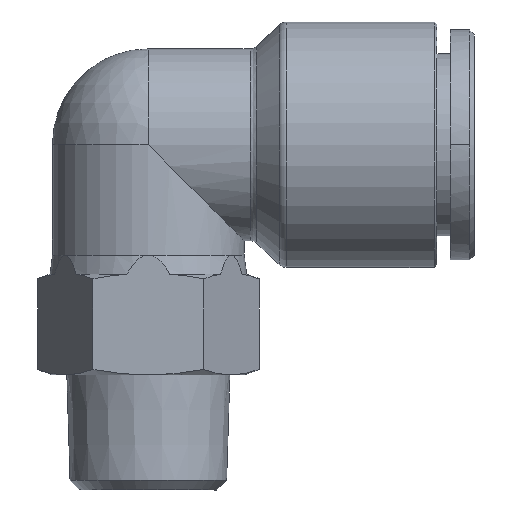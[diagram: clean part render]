
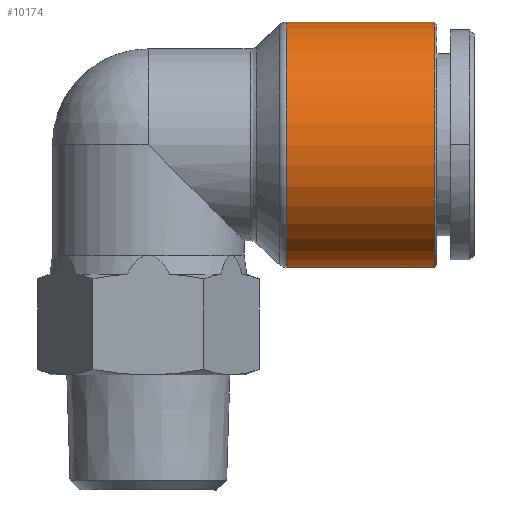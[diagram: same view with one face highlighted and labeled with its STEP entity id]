
A CAD part, front view. The second image highlights one B-rep face of the part: STEP entity #10174.
In plain terms, the highlighted cylindrical face has radius 12.8 mm (diameter 25.6 mm), a partial arc.
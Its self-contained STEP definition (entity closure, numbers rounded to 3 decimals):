
#141=CARTESIAN_POINT('',(-29.3,0.,12.8));
#142=VERTEX_POINT('',#141);
#143=CARTESIAN_POINT('',(-13.894,0.,12.8));
#144=VERTEX_POINT('',#143);
#145=CARTESIAN_POINT('',(-29.3,0.,12.8));
#146=DIRECTION('',(1.0,0.0,0.0));
#147=VECTOR('',#146,15.406);
#148=LINE('',#145,#147);
#149=EDGE_CURVE('',#142,#144,#148,.T.);
#151=CARTESIAN_POINT('',(-29.3,0.,-12.8));
#152=VERTEX_POINT('',#151);
#160=CARTESIAN_POINT('',(-13.894,0.,-12.8));
#161=VERTEX_POINT('',#160);
#162=CARTESIAN_POINT('',(-13.894,0.,-12.8));
#163=DIRECTION('',(-1.0,0.0,0.0));
#164=VECTOR('',#163,15.406);
#165=LINE('',#162,#164);
#166=EDGE_CURVE('',#161,#152,#165,.T.);
#192=CARTESIAN_POINT('',(-13.894,0.,0.));
#193=DIRECTION('',(1.0,0.0,0.0));
#194=DIRECTION('',(0.0,0.0,-1.0));
#195=AXIS2_PLACEMENT_3D('',#192,#193,#194);
#196=CIRCLE('',#195,12.8);
#197=EDGE_CURVE('',#161,#144,#196,.T.);
#2697=CARTESIAN_POINT('',(-29.3,0.,0.));
#2698=DIRECTION('',(-1.0,0.0,0.0));
#2699=DIRECTION('',(0.0,0.0,1.0));
#2700=AXIS2_PLACEMENT_3D('',#2697,#2698,#2699);
#2701=CIRCLE('',#2700,12.8);
#2702=EDGE_CURVE('',#142,#152,#2701,.T.);
#10163=CARTESIAN_POINT('',(-20.5,0.,0.));
#10164=DIRECTION('',(1.0,0.0,0.0));
#10165=DIRECTION('',(0.0,0.0,1.0));
#10166=AXIS2_PLACEMENT_3D('',#10163,#10164,#10165);
#10167=CYLINDRICAL_SURFACE('',#10166,12.8);
#10168=ORIENTED_EDGE('',*,*,#149,.T.);
#10169=ORIENTED_EDGE('',*,*,#197,.F.);
#10170=ORIENTED_EDGE('',*,*,#166,.T.);
#10171=ORIENTED_EDGE('',*,*,#2702,.F.);
#10172=EDGE_LOOP('',(#10168,#10169,#10170,#10171));
#10173=FACE_OUTER_BOUND('',#10172,.T.);
#10174=ADVANCED_FACE('',(#10173),#10167,.T.);
